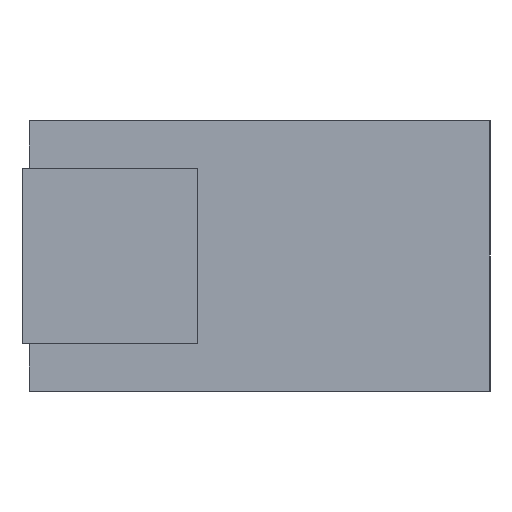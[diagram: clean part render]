
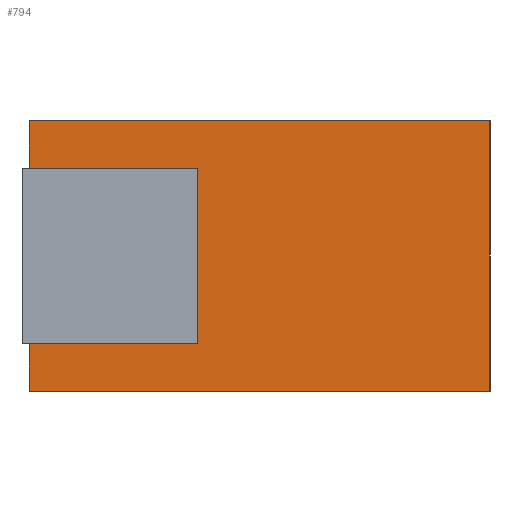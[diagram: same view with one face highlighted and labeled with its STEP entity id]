
A CAD part, left-side view. The second image highlights one B-rep face of the part: STEP entity #794.
In plain terms, the highlighted planar face has unit normal (-1, 0, 0).
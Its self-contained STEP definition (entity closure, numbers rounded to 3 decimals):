
#6 = LINE ( 'NONE', #542, #103 ) ;
#9 = ORIENTED_EDGE ( 'NONE', *, *, #722, .F. ) ;
#14 = DIRECTION ( 'NONE',  ( 0., 0., 1. ) ) ;
#22 = VECTOR ( 'NONE', #569, 1000. ) ;
#37 = VERTEX_POINT ( 'NONE', #758 ) ;
#42 = ORIENTED_EDGE ( 'NONE', *, *, #779, .F. ) ;
#44 = CARTESIAN_POINT ( 'NONE',  ( -121.25, 20., 6. ) ) ;
#58 = ORIENTED_EDGE ( 'NONE', *, *, #381, .T. ) ;
#75 = VERTEX_POINT ( 'NONE', #980 ) ;
#99 = CARTESIAN_POINT ( 'NONE',  ( -121.25, 0., 9.25 ) ) ;
#103 = VECTOR ( 'NONE', #394, 1000. ) ;
#127 = ORIENTED_EDGE ( 'NONE', *, *, #456, .T. ) ;
#128 = VERTEX_POINT ( 'NONE', #238 ) ;
#172 = FACE_OUTER_BOUND ( 'NONE', #647, .T. ) ;
#183 = DIRECTION ( 'NONE',  ( -1., 0., 0. ) ) ;
#190 = LINE ( 'NONE', #506, #976 ) ;
#203 = CARTESIAN_POINT ( 'NONE',  ( -121.25, 32., -6. ) ) ;
#238 = CARTESIAN_POINT ( 'NONE',  ( -121.25, 20., 6. ) ) ;
#298 = VECTOR ( 'NONE', #889, 1000. ) ;
#324 = EDGE_CURVE ( 'NONE', #75, #37, #6, .T. ) ;
#331 = LINE ( 'NONE', #407, #839 ) ;
#357 = DIRECTION ( 'NONE',  ( 0., -1., 0. ) ) ;
#373 = DIRECTION ( 'NONE',  ( 0., -1., 0. ) ) ;
#381 = EDGE_CURVE ( 'NONE', #508, #800, #603, .T. ) ;
#394 = DIRECTION ( 'NONE',  ( 0., -1., 0. ) ) ;
#407 = CARTESIAN_POINT ( 'NONE',  ( -121.25, 32., 6. ) ) ;
#417 = PLANE ( 'NONE',  #959 ) ;
#421 = EDGE_CURVE ( 'NONE', #570, #128, #535, .T. ) ;
#424 = CARTESIAN_POINT ( 'NONE',  ( -121.25, 31.5, 9.25 ) ) ;
#430 = DIRECTION ( 'NONE',  ( 0., 0., -1. ) ) ;
#453 = CARTESIAN_POINT ( 'NONE',  ( -121.25, 31.5, -9.25 ) ) ;
#456 = EDGE_CURVE ( 'NONE', #485, #508, #648, .T. ) ;
#469 = VECTOR ( 'NONE', #373, 1000. ) ;
#485 = VERTEX_POINT ( 'NONE', #578 ) ;
#497 = DIRECTION ( 'NONE',  ( 0., 1., 0. ) ) ;
#506 = CARTESIAN_POINT ( 'NONE',  ( -121.25, 31.5, 9.25 ) ) ;
#508 = VERTEX_POINT ( 'NONE', #453 ) ;
#509 = CARTESIAN_POINT ( 'NONE',  ( -121.25, 31.5, -9.25 ) ) ;
#535 = LINE ( 'NONE', #44, #298 ) ;
#542 = CARTESIAN_POINT ( 'NONE',  ( -121.25, 31.5, 9.25 ) ) ;
#561 = VECTOR ( 'NONE', #877, 1000. ) ;
#569 = DIRECTION ( 'NONE',  ( 0., 0., -1. ) ) ;
#570 = VERTEX_POINT ( 'NONE', #643 ) ;
#572 = LINE ( 'NONE', #99, #22 ) ;
#578 = CARTESIAN_POINT ( 'NONE',  ( -121.25, 31.5, -6. ) ) ;
#583 = VERTEX_POINT ( 'NONE', #835 ) ;
#595 = ORIENTED_EDGE ( 'NONE', *, *, #324, .F. ) ;
#603 = LINE ( 'NONE', #509, #469 ) ;
#622 = EDGE_CURVE ( 'NONE', #75, #583, #190, .T. ) ;
#643 = CARTESIAN_POINT ( 'NONE',  ( -121.25, 20., -6. ) ) ;
#647 = EDGE_LOOP ( 'NONE', ( #948, #127, #58, #9, #595, #737, #42, #731 ) ) ;
#648 = LINE ( 'NONE', #954, #561 ) ;
#702 = CARTESIAN_POINT ( 'NONE',  ( -121.25, 0., -9.25 ) ) ;
#722 = EDGE_CURVE ( 'NONE', #37, #800, #572, .T. ) ;
#731 = ORIENTED_EDGE ( 'NONE', *, *, #421, .F. ) ;
#737 = ORIENTED_EDGE ( 'NONE', *, *, #622, .T. ) ;
#758 = CARTESIAN_POINT ( 'NONE',  ( -121.25, 0., 9.25 ) ) ;
#779 = EDGE_CURVE ( 'NONE', #128, #583, #331, .T. ) ;
#794 = ADVANCED_FACE ( 'NONE', ( #172 ), #417, .T. ) ;
#800 = VERTEX_POINT ( 'NONE', #702 ) ;
#835 = CARTESIAN_POINT ( 'NONE',  ( -121.25, 31.5, 6. ) ) ;
#839 = VECTOR ( 'NONE', #497, 1000. ) ;
#855 = VECTOR ( 'NONE', #357, 1000. ) ;
#873 = EDGE_CURVE ( 'NONE', #485, #570, #881, .T. ) ;
#877 = DIRECTION ( 'NONE',  ( 0., 0., -1. ) ) ;
#881 = LINE ( 'NONE', #203, #855 ) ;
#889 = DIRECTION ( 'NONE',  ( 0., 0., 1. ) ) ;
#948 = ORIENTED_EDGE ( 'NONE', *, *, #873, .F. ) ;
#954 = CARTESIAN_POINT ( 'NONE',  ( -121.25, 31.5, 9.25 ) ) ;
#959 = AXIS2_PLACEMENT_3D ( 'NONE', #424, #183, #14 ) ;
#976 = VECTOR ( 'NONE', #430, 1000. ) ;
#980 = CARTESIAN_POINT ( 'NONE',  ( -121.25, 31.5, 9.25 ) ) ;
